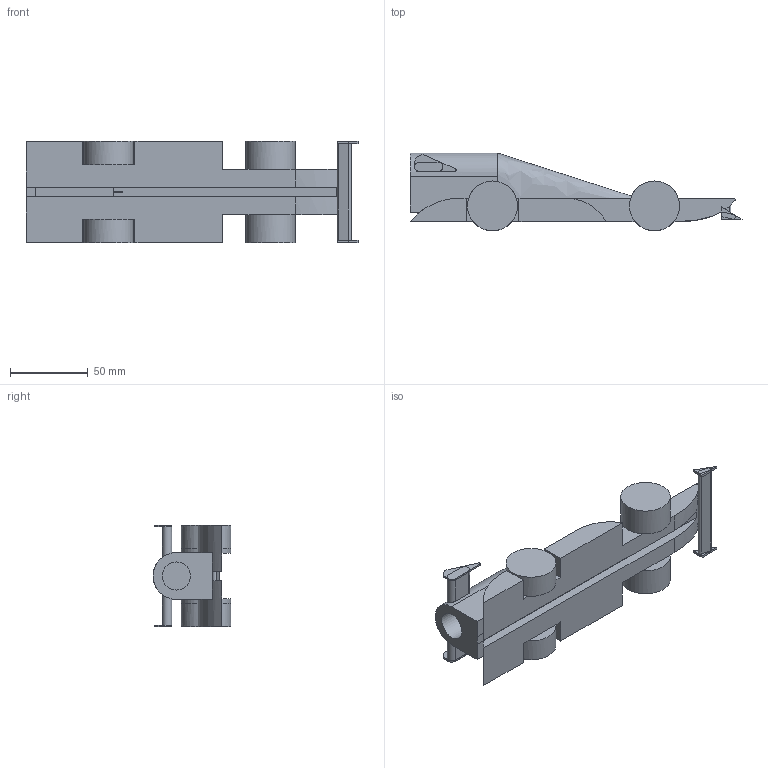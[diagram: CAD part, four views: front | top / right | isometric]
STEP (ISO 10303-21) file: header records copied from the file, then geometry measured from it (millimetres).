
FILE_DESCRIPTION(/* description */ (''),/* implementation_level */ '2;1');
FILE_NAME(/* name */ 'p 1.step',/* time_stamp */ '2023-10-26T20:33:17+04:00',/* author */ (''),/* organization */ (''),/* preprocessor_version */ 'ST-DEVELOPER v20',/* originating_system */ 'Autodesk Translation Framework v12.14.0.127',/* authorisation */ '');
FILE_SCHEMA (('AUTOMOTIVE_DESIGN { 1 0 10303 214 3 1 1 }'));
Length unit declared in the file: millimetre
Products named in the file (6): prac; Component1; Component2; Component3; Component4; Component5
Assembly tree (5 placements, depth 2):
  prac
    Component1
    Component2
    Component3
    Component4
    Component5
Bounding box: 213.21 x 50 x 65 mm (x, y, z)
Volume: 257524.4 mm3; surface area: 67617.3 mm2
Topology: 11 solids, 13 shells, 128 faces, 282 edges, 182 vertices
Faces by surface type: plane 93, cylinder 27, bspline 6, sphere 2
Full cylindrical faces by diameter (mm): 6 x3, 18 x1, 32 x4
Entity records: 3922 total; most frequent: CARTESIAN_POINT 939, DIRECTION 588, ORIENTED_EDGE 562, EDGE_CURVE 281, AXIS2_PLACEMENT_3D 201, LINE 186, VECTOR 186, VERTEX_POINT 182
